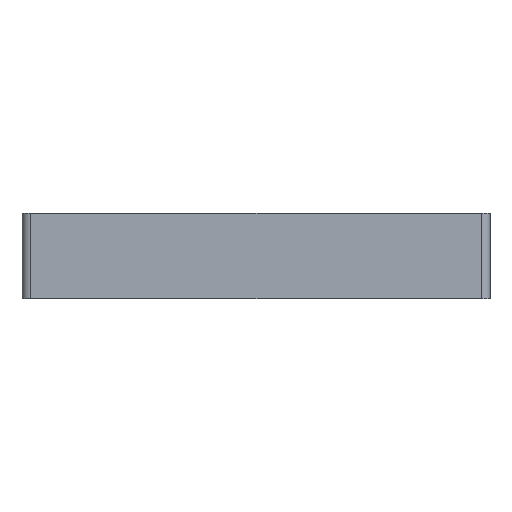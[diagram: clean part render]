
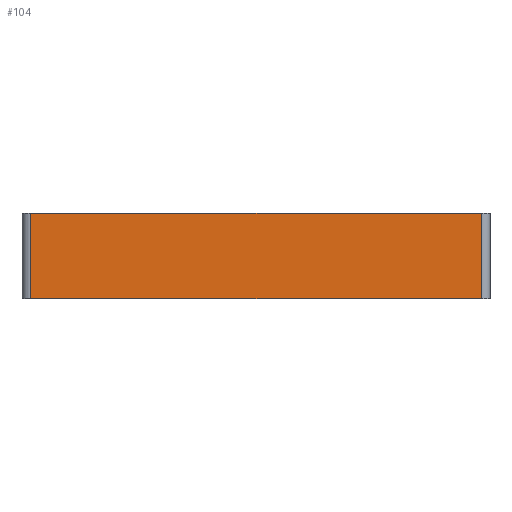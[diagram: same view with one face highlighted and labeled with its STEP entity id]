
A CAD part, left-side view. The second image highlights one B-rep face of the part: STEP entity #104.
In plain terms, the highlighted planar face has unit normal (-1, 0, 0).
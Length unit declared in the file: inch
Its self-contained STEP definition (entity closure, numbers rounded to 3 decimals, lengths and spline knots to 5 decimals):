
#104 = ADVANCED_FACE ( 'NONE', ( #789 ), #788, .F. ) ;
#105 = EDGE_LOOP ( 'NONE', ( #106, #110, #112, #113 ) ) ;
#106 = ORIENTED_EDGE ( 'NONE', *, *, #107, .F. ) ;
#107 = EDGE_CURVE ( 'NONE', #108, #109, #672, .T. ) ;
#108 = VERTEX_POINT ( 'NONE', #675 ) ;
#109 = VERTEX_POINT ( 'NONE', #674 ) ;
#110 = ORIENTED_EDGE ( 'NONE', *, *, #111, .T. ) ;
#111 = EDGE_CURVE ( 'NONE', #108, #311, #735, .T. ) ;
#112 = ORIENTED_EDGE ( 'NONE', *, *, #310, .T. ) ;
#113 = ORIENTED_EDGE ( 'NONE', *, *, #114, .T. ) ;
#114 = EDGE_CURVE ( 'NONE', #312, #109, #668, .T. ) ;
#310 = EDGE_CURVE ( 'NONE', #311, #312, #1049, .T. ) ;
#311 = VERTEX_POINT ( 'NONE', #1044 ) ;
#312 = VERTEX_POINT ( 'NONE', #1045 ) ;
#665 = DIRECTION ( 'NONE',  ( 0., 0., 1. ) ) ;
#666 = VECTOR ( 'NONE', #665, 39.37008 ) ;
#667 = CARTESIAN_POINT ( 'NONE',  ( -3., -2.65, 1. ) ) ;
#668 = LINE ( 'NONE', #667, #666 ) ;
#669 = DIRECTION ( 'NONE',  ( 1., 0., 0. ) ) ;
#670 = CARTESIAN_POINT ( 'NONE',  ( -3., 2.75, 1. ) ) ;
#671 = AXIS2_PLACEMENT_3D ( 'NONE', #670, #669, #852 ) ;
#672 = LINE ( 'NONE', #851, #850 ) ;
#674 = CARTESIAN_POINT ( 'NONE',  ( -3., -2.65, 1. ) ) ;
#675 = CARTESIAN_POINT ( 'NONE',  ( -3., 2.65, 1. ) ) ;
#732 = DIRECTION ( 'NONE',  ( 0., 0., -1. ) ) ;
#733 = VECTOR ( 'NONE', #732, 39.37008 ) ;
#734 = CARTESIAN_POINT ( 'NONE',  ( -3., 2.65, 1. ) ) ;
#735 = LINE ( 'NONE', #734, #733 ) ;
#788 = PLANE ( 'NONE',  #671 ) ;
#789 = FACE_OUTER_BOUND ( 'NONE', #105, .T. ) ;
#849 = DIRECTION ( 'NONE',  ( 0., -1., 0. ) ) ;
#850 = VECTOR ( 'NONE', #849, 39.37008 ) ;
#851 = CARTESIAN_POINT ( 'NONE',  ( -3., 2.75, 1. ) ) ;
#852 = DIRECTION ( 'NONE',  ( 0., 0., -1. ) ) ;
#1044 = CARTESIAN_POINT ( 'NONE',  ( -3., 2.65, 0. ) ) ;
#1045 = CARTESIAN_POINT ( 'NONE',  ( -3., -2.65, 0. ) ) ;
#1046 = DIRECTION ( 'NONE',  ( 0., -1., 0. ) ) ;
#1047 = VECTOR ( 'NONE', #1046, 39.37008 ) ;
#1048 = CARTESIAN_POINT ( 'NONE',  ( -3., 2.75, 0. ) ) ;
#1049 = LINE ( 'NONE', #1048, #1047 ) ;
